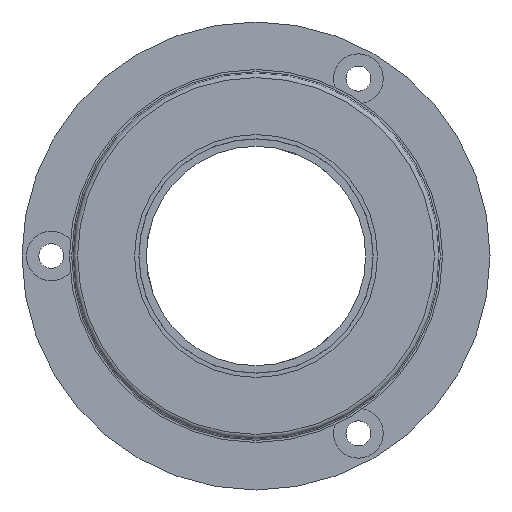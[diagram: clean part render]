
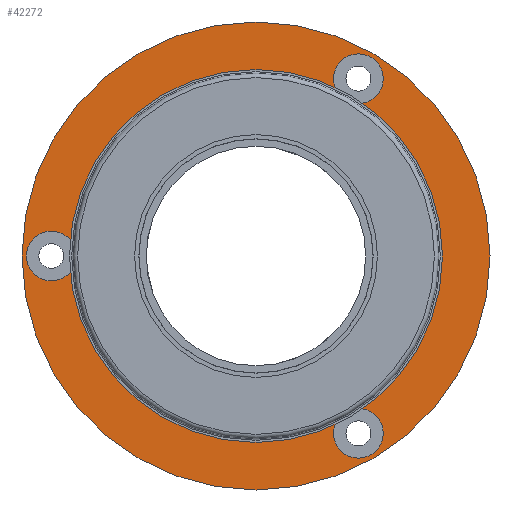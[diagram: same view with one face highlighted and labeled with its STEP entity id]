
A CAD part, left-side view. The second image highlights one B-rep face of the part: STEP entity #42272.
In plain terms, the highlighted planar face has unit normal (-1, 0, 0).
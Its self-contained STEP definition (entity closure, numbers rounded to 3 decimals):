
#736 = VERTEX_POINT ( 'NONE', #12986 ) ;
#796 = FACE_BOUND ( 'NONE', #31625, .T. ) ;
#1549 = AXIS2_PLACEMENT_3D ( 'NONE', #21946, #41060, #44566 ) ;
#2217 = CARTESIAN_POINT ( 'NONE',  ( 2.8, -5.3, 12.124 ) ) ;
#2331 = EDGE_CURVE ( 'NONE', #736, #736, #37322, .T. ) ;
#2573 = ORIENTED_EDGE ( 'NONE', *, *, #2331, .T. ) ;
#3183 = EDGE_CURVE ( 'NONE', #38833, #38833, #22288, .T. ) ;
#4127 = DIRECTION ( 'NONE',  ( 1., 0., 0. ) ) ;
#4488 = CIRCLE ( 'NONE', #21192, 1.7 ) ;
#4512 = CARTESIAN_POINT ( 'NONE',  ( 2.8, 16., 0. ) ) ;
#5094 = CARTESIAN_POINT ( 'NONE',  ( 2.8, 14., 0. ) ) ;
#5966 = CARTESIAN_POINT ( 'NONE',  ( 2.8, 15.7, 0. ) ) ;
#8833 = DIRECTION ( 'NONE',  ( 1., 0., 0. ) ) ;
#10972 = EDGE_LOOP ( 'NONE', ( #13244 ) ) ;
#11598 = DIRECTION ( 'NONE',  ( 0., 1., 0. ) ) ;
#12372 = ORIENTED_EDGE ( 'NONE', *, *, #21569, .F. ) ;
#12784 = DIRECTION ( 'NONE',  ( -1., 0., 0. ) ) ;
#12986 = CARTESIAN_POINT ( 'NONE',  ( 2.8, -5.3, -12.124 ) ) ;
#12989 = CIRCLE ( 'NONE', #21725, 16. ) ;
#13188 = EDGE_LOOP ( 'NONE', ( #17401 ) ) ;
#13244 = ORIENTED_EDGE ( 'NONE', *, *, #26312, .T. ) ;
#13881 = DIRECTION ( 'NONE',  ( 0., 1., 0. ) ) ;
#17401 = ORIENTED_EDGE ( 'NONE', *, *, #37274, .T. ) ;
#18094 = DIRECTION ( 'NONE',  ( 1., 0., 0. ) ) ;
#18321 = CARTESIAN_POINT ( 'NONE',  ( 2.8, -7., 12.124 ) ) ;
#20244 = DIRECTION ( 'NONE',  ( 0., -1., 0. ) ) ;
#20681 = VERTEX_POINT ( 'NONE', #2217 ) ;
#21192 = AXIS2_PLACEMENT_3D ( 'NONE', #5094, #38182, #11598 ) ;
#21569 = EDGE_CURVE ( 'NONE', #38594, #38594, #12989, .T. ) ;
#21725 = AXIS2_PLACEMENT_3D ( 'NONE', #42885, #8833, #34951 ) ;
#21946 = CARTESIAN_POINT ( 'NONE',  ( 2.8, -7., -12.124 ) ) ;
#22288 = CIRCLE ( 'NONE', #47671, 10. ) ;
#23948 = EDGE_LOOP ( 'NONE', ( #2573 ) ) ;
#24220 = FACE_BOUND ( 'NONE', #13188, .T. ) ;
#25907 = CIRCLE ( 'NONE', #48140, 1.7 ) ;
#26312 = EDGE_CURVE ( 'NONE', #44034, #44034, #4488, .T. ) ;
#31122 = CARTESIAN_POINT ( 'NONE',  ( 2.8, 10., 0. ) ) ;
#31424 = FACE_BOUND ( 'NONE', #23948, .T. ) ;
#31625 = EDGE_LOOP ( 'NONE', ( #42237 ) ) ;
#31669 = FACE_BOUND ( 'NONE', #10972, .T. ) ;
#31760 = EDGE_LOOP ( 'NONE', ( #12372 ) ) ;
#34951 = DIRECTION ( 'NONE',  ( 0., 1., 0. ) ) ;
#35413 = CARTESIAN_POINT ( 'NONE',  ( 2.8, 10., 0. ) ) ;
#37274 = EDGE_CURVE ( 'NONE', #20681, #20681, #25907, .T. ) ;
#37322 = CIRCLE ( 'NONE', #1549, 1.7 ) ;
#38182 = DIRECTION ( 'NONE',  ( 1., 0., 0. ) ) ;
#38594 = VERTEX_POINT ( 'NONE', #4512 ) ;
#38833 = VERTEX_POINT ( 'NONE', #31122 ) ;
#40352 = AXIS2_PLACEMENT_3D ( 'NONE', #35413, #12784, #20244 ) ;
#41060 = DIRECTION ( 'NONE',  ( 1., 0., 0. ) ) ;
#42237 = ORIENTED_EDGE ( 'NONE', *, *, #3183, .T. ) ;
#42272 = ADVANCED_FACE ( 'NONE', ( #31669, #31424, #24220, #796, #46584 ), #46820, .T. ) ;
#42663 = DIRECTION ( 'NONE',  ( 0., 1., 0. ) ) ;
#42885 = CARTESIAN_POINT ( 'NONE',  ( 2.8, 0., 0. ) ) ;
#44034 = VERTEX_POINT ( 'NONE', #5966 ) ;
#44206 = CARTESIAN_POINT ( 'NONE',  ( 2.8, 0., 0. ) ) ;
#44566 = DIRECTION ( 'NONE',  ( 0., 1., 0. ) ) ;
#46584 = FACE_OUTER_BOUND ( 'NONE', #31760, .T. ) ;
#46820 = PLANE ( 'NONE',  #40352 ) ;
#47671 = AXIS2_PLACEMENT_3D ( 'NONE', #44206, #18094, #13881 ) ;
#48140 = AXIS2_PLACEMENT_3D ( 'NONE', #18321, #4127, #42663 ) ;
